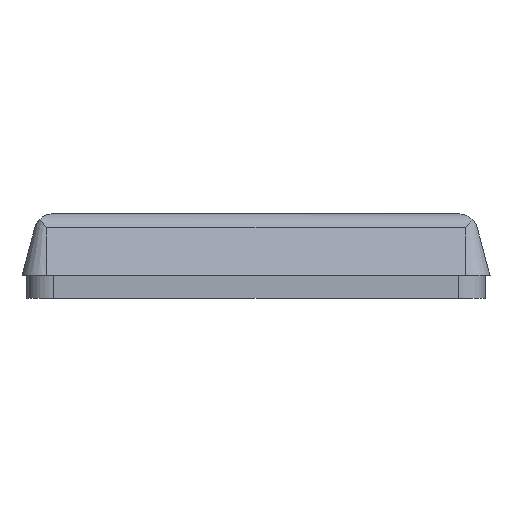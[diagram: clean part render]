
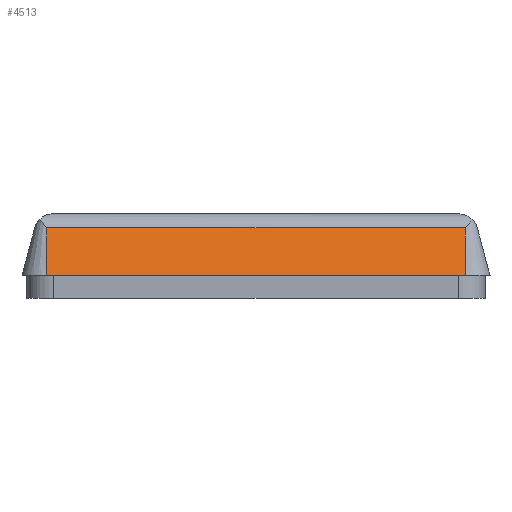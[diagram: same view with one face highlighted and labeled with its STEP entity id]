
A CAD part, left-side view. The second image highlights one B-rep face of the part: STEP entity #4513.
In plain terms, the highlighted planar face has unit normal (-0.966, 0, 0.259).
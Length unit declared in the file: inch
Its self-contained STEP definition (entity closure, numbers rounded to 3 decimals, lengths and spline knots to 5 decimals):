
#295 = EDGE_CURVE ( 'NONE', #5453, #2890, #3964, .T. ) ;
#535 = DIRECTION ( 'NONE',  ( -0.966, 0., 0.259 ) ) ;
#873 = VECTOR ( 'NONE', #1466, 39.37008 ) ;
#946 = VERTEX_POINT ( 'NONE', #4733 ) ;
#1466 = DIRECTION ( 'NONE',  ( 0., -1., 0. ) ) ;
#2025 = DIRECTION ( 'NONE',  ( -0.259, 0., -0.966 ) ) ;
#2204 = ORIENTED_EDGE ( 'NONE', *, *, #6309, .T. ) ;
#2699 = LINE ( 'NONE', #3512, #7481 ) ;
#2705 = DIRECTION ( 'NONE',  ( 0., -1., 0. ) ) ;
#2751 = EDGE_CURVE ( 'NONE', #946, #5998, #2699, .T. ) ;
#2860 = CARTESIAN_POINT ( 'NONE',  ( -2.42126, 1.07449, 0. ) ) ;
#2890 = VERTEX_POINT ( 'NONE', #3005 ) ;
#2910 = VECTOR ( 'NONE', #2705, 39.37008 ) ;
#2986 = AXIS2_PLACEMENT_3D ( 'NONE', #6720, #535, #3239 ) ;
#3005 = CARTESIAN_POINT ( 'NONE',  ( -2.35634, 1.07449, 0.24229 ) ) ;
#3105 = CARTESIAN_POINT ( 'NONE',  ( -5266.46248, 1.07449, -19645.66929 ) ) ;
#3239 = DIRECTION ( 'NONE',  ( 0.259, 0., 0.966 ) ) ;
#3512 = CARTESIAN_POINT ( 'NONE',  ( -5266.46248, -1.07449, -19645.66929 ) ) ;
#3568 = ORIENTED_EDGE ( 'NONE', *, *, #2751, .F. ) ;
#3604 = CARTESIAN_POINT ( 'NONE',  ( -2.35634, 3.93701, 0.24229 ) ) ;
#3922 = DIRECTION ( 'NONE',  ( 0.259, 0., 0.966 ) ) ;
#3961 = PLANE ( 'NONE',  #2986 ) ;
#3964 = LINE ( 'NONE', #3105, #5631 ) ;
#4405 = EDGE_LOOP ( 'NONE', ( #4536, #2204, #3568, #7929 ) ) ;
#4513 = ADVANCED_FACE ( 'NONE', ( #5397 ), #3961, .T. ) ;
#4536 = ORIENTED_EDGE ( 'NONE', *, *, #295, .F. ) ;
#4733 = CARTESIAN_POINT ( 'NONE',  ( -2.35634, -1.07449, 0.24229 ) ) ;
#4896 = LINE ( 'NONE', #2860, #873 ) ;
#5122 = CARTESIAN_POINT ( 'NONE',  ( -2.42126, -1.07449, 0. ) ) ;
#5397 = FACE_OUTER_BOUND ( 'NONE', #4405, .T. ) ;
#5453 = VERTEX_POINT ( 'NONE', #5590 ) ;
#5590 = CARTESIAN_POINT ( 'NONE',  ( -2.42126, 1.07449, 0. ) ) ;
#5631 = VECTOR ( 'NONE', #3922, 39.37008 ) ;
#5998 = VERTEX_POINT ( 'NONE', #5122 ) ;
#6309 = EDGE_CURVE ( 'NONE', #5453, #5998, #4896, .T. ) ;
#6720 = CARTESIAN_POINT ( 'NONE',  ( -2.42126, 1.07449, 0. ) ) ;
#7481 = VECTOR ( 'NONE', #2025, 39.37008 ) ;
#7748 = LINE ( 'NONE', #3604, #2910 ) ;
#7882 = EDGE_CURVE ( 'NONE', #2890, #946, #7748, .T. ) ;
#7929 = ORIENTED_EDGE ( 'NONE', *, *, #7882, .F. ) ;
